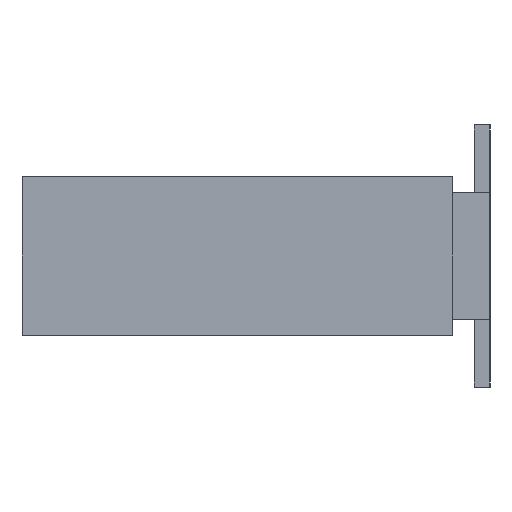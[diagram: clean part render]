
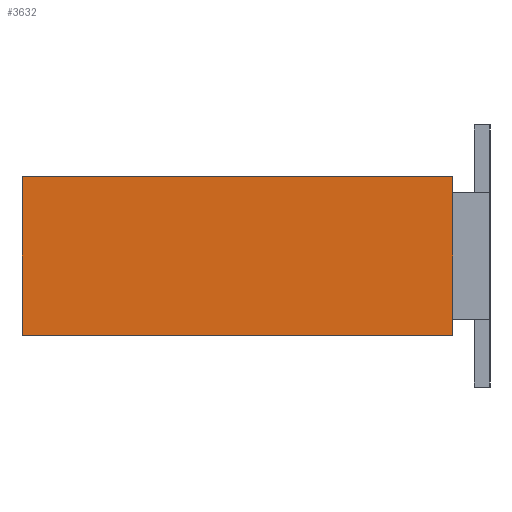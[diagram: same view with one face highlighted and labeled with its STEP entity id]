
A CAD part, left-side view. The second image highlights one B-rep face of the part: STEP entity #3632.
In plain terms, the highlighted planar face has unit normal (-1, 0, 0).
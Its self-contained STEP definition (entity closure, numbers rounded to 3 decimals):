
#376=ORIENTED_EDGE('',*,*,#1135,.T.);
#377=ORIENTED_EDGE('',*,*,#1342,.F.);
#378=ORIENTED_EDGE('',*,*,#1197,.F.);
#379=ORIENTED_EDGE('',*,*,#1340,.T.);
#1135=EDGE_CURVE('',#1637,#1639,#1959,.T.);
#1197=EDGE_CURVE('',#1701,#1702,#2021,.T.);
#1340=EDGE_CURVE('',#1701,#1637,#2164,.T.);
#1342=EDGE_CURVE('',#1702,#1639,#2166,.T.);
#1637=VERTEX_POINT('',#5083);
#1639=VERTEX_POINT('',#5087);
#1701=VERTEX_POINT('',#5212);
#1702=VERTEX_POINT('',#5214);
#1959=LINE('',#5088,#2459);
#2021=LINE('',#5213,#2521);
#2164=LINE('',#5499,#2664);
#2166=LINE('',#5502,#2666);
#2459=VECTOR('',#4096,1000.);
#2521=VECTOR('',#4160,1000.);
#2664=VECTOR('',#4385,1000.);
#2666=VECTOR('',#4389,1000.);
#2976=EDGE_LOOP('',(#376,#377,#378,#379));
#3218=FACE_BOUND('',#2976,.T.);
#3431=PLANE('',#3862);
#3632=ADVANCED_FACE('',(#3218),#3431,.F.);
#3862=AXIS2_PLACEMENT_3D('',#5501,#4387,#4388);
#4096=DIRECTION('',(0.,0.,1.));
#4160=DIRECTION('',(0.,0.,1.));
#4385=DIRECTION('',(0.,-1.,0.));
#4387=DIRECTION('',(1.,0.,0.));
#4388=DIRECTION('',(0.,0.,-1.));
#4389=DIRECTION('',(0.,-1.,0.));
#5083=CARTESIAN_POINT('',(0.,0.,-1.27));
#5087=CARTESIAN_POINT('',(0.,0.,1.27));
#5088=CARTESIAN_POINT('',(0.,0.,-1.27));
#5212=CARTESIAN_POINT('',(0.,6.9,-1.27));
#5213=CARTESIAN_POINT('',(0.,6.9,-1.27));
#5214=CARTESIAN_POINT('',(0.,6.9,1.27));
#5499=CARTESIAN_POINT('',(0.,6.9,-1.27));
#5501=CARTESIAN_POINT('',(0.,6.9,-1.27));
#5502=CARTESIAN_POINT('',(0.,6.9,1.27));
